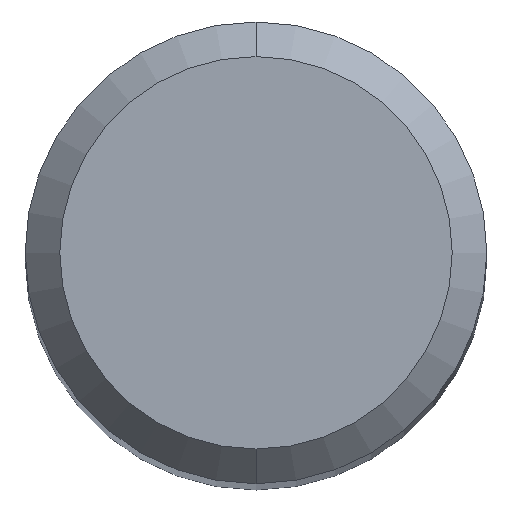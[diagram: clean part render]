
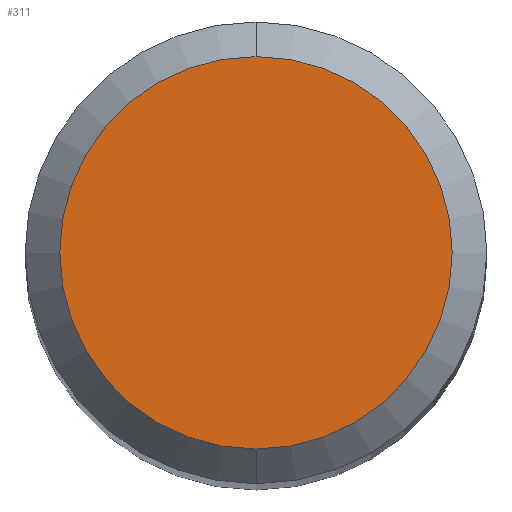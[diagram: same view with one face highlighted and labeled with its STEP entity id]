
A CAD part, top view. The second image highlights one B-rep face of the part: STEP entity #311.
In plain terms, the highlighted planar face has unit normal (0, 0, 1).
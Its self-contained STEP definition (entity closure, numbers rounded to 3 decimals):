
#171=VERTEX_POINT('',#462);
#281=VERTEX_POINT('',#587);
#311=ADVANCED_FACE('',(#618),#619,.T.);
#315=EDGE_CURVE('',#281,#171,#624,.T.);
#317=EDGE_CURVE('',#171,#281,#626,.T.);
#462=CARTESIAN_POINT('',(0.0,1.7,0.0));
#587=CARTESIAN_POINT('',(0.,-1.7,0.0));
#618=FACE_OUTER_BOUND('',#1077,.T.);
#619=PLANE('',#1078);
#624=CIRCLE('',#1084,1.7);
#626=CIRCLE('',#1087,1.7);
#1077=EDGE_LOOP('',(#1565,#1566));
#1078=AXIS2_PLACEMENT_3D('',#1567,#1568,#1569);
#1084=AXIS2_PLACEMENT_3D('',#1576,#1577,#1578);
#1087=AXIS2_PLACEMENT_3D('',#1579,#1580,#1581);
#1565=ORIENTED_EDGE('',*,*,#317,.F.);
#1566=ORIENTED_EDGE('',*,*,#315,.F.);
#1567=CARTESIAN_POINT('',(0.0,0.85,0.0));
#1568=DIRECTION('',(-0.0,0.0,1.0));
#1569=DIRECTION('',(0.0,-1.0,0.0));
#1576=CARTESIAN_POINT('',(0.0,0.0,0.0));
#1577=DIRECTION('',(0.0,0.0,-1.0));
#1578=DIRECTION('',(0.0,1.0,0.0));
#1579=CARTESIAN_POINT('',(0.0,0.0,0.0));
#1580=DIRECTION('',(0.0,0.0,-1.0));
#1581=DIRECTION('',(0.0,1.0,0.0));
